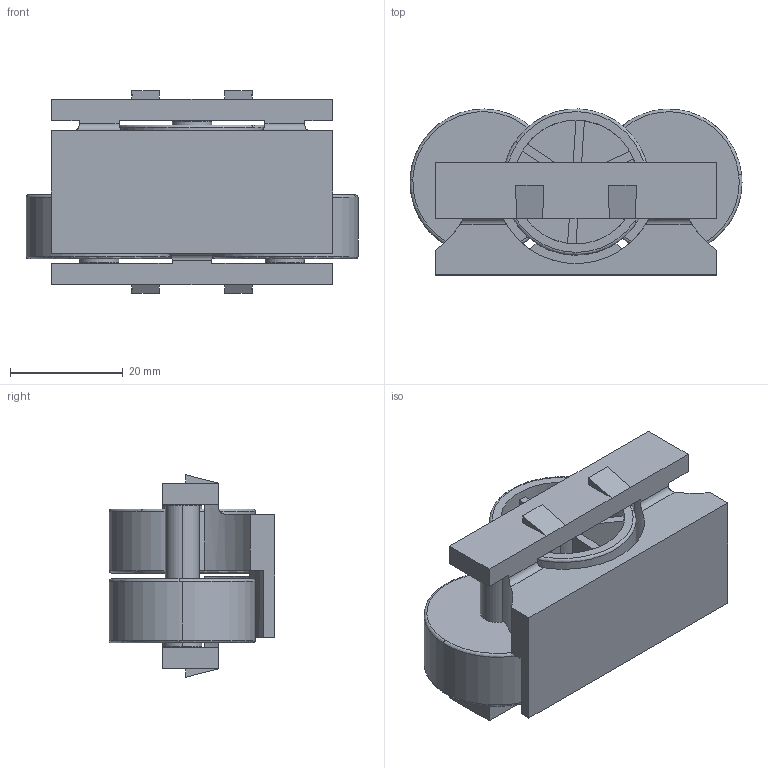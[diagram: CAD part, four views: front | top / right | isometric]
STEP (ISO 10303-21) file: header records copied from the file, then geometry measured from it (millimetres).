
FILE_DESCRIPTION (( 'STEP AP214' ), '1' );
FILE_NAME ('7750044', '2019-02-01T13:52:47', ( '' ), ('JUGARD+KÜNSTNER GmbH'), 'SwSTEP 2.0', 'SolidWorks 2017', '' );
FILE_SCHEMA (( 'AUTOMOTIVE_DESIGN' ));
Length unit declared in the file: millimetre
Products named in the file (1): 7750044_CNAJF00
Bounding box: 59 x 29.5 x 36 mm (x, y, z)
Volume: 20375.6 mm3; surface area: 18172.2 mm2
Topology: 1 solids, 1 shells, 247 faces, 718 edges, 477 vertices
Faces by surface type: plane 161, cylinder 74, bspline 12
Entity records: 11760 total; most frequent: CARTESIAN_POINT 2407, ORIENTED_EDGE 1436, DIRECTION 1365, EDGE_CURVE 718, VERTEX_POINT 477, AXIS2_PLACEMENT_3D 467, VECTOR 431, LINE 431
